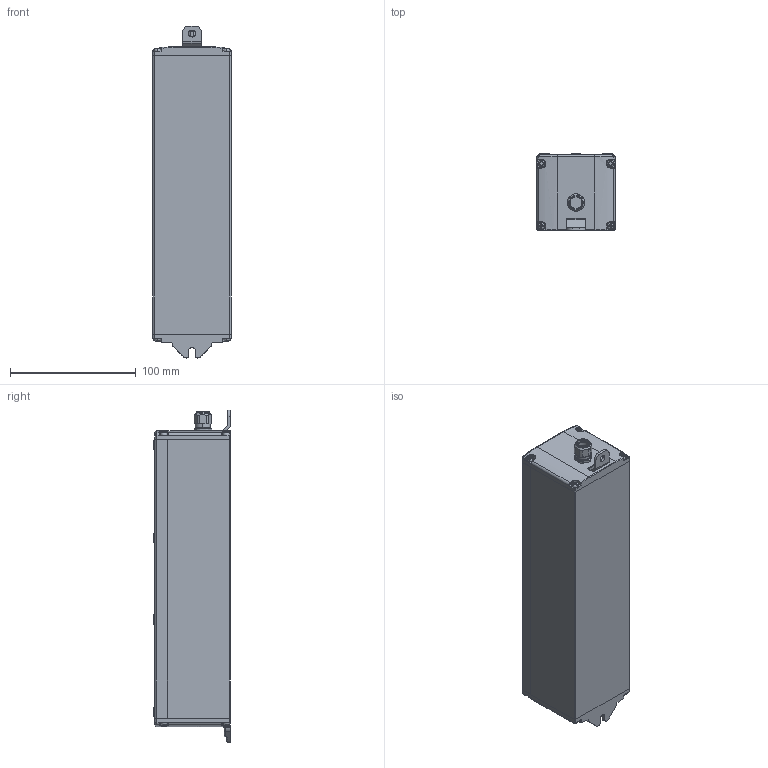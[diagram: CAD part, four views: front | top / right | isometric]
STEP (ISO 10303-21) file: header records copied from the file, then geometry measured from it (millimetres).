
FILE_DESCRIPTION (( 'STEP AP203' ), '1' );
FILE_NAME ('R6B-301-STP.step', '2025-07-18T09:54:19', ( '' ), ( '' ), 'SwSTEP 2.0', 'SolidWorks 2020', '' );
FILE_SCHEMA (( 'CONFIG_CONTROL_DESIGN' ));
Length unit declared in the file: millimetre
Products named in the file (9): 嬌掅摢彫燃轒4; 十字穴付ﾅﾍﾞ小ﾈｼﾞ M3× (ｽﾃﾝﾚｽ); SBOX(F)6260_Cap(A-抜き勾配無); SBOX(F)6260_Lid Frame(3“_BOX); キャプコン; R6B-301-STP; SBOX(F)6260_Main Frame(非常停止1押釦2); SBOX(F)4545_Bracket; SBOX(F)6260_Cap(B-抜き勾配無)
Assembly tree (20 placements, depth 2):
  R6B-301-STP
    SBOX(F)6260_Main Frame(非常停止1押釦2)
    SBOX(F)6260_Lid Frame(3“_BOX)
    SBOX(F)6260_Cap(B-抜き勾配無)
    SBOX(F)4545_Bracket
    SBOX(F)6260_Cap(A-抜き勾配無)
    十字穴付ﾅﾍﾞ小ﾈｼﾞ M3× (ｽﾃﾝﾚｽ)  x8
    嬌掅摢彫燃轒4  x6
    キャプコン
Bounding box: 62 x 60.9 x 263.5 mm (x, y, z)
Volume: 272999.3 mm3; surface area: 139677.2 mm2
Topology: 20 solids, 20 shells, 922 faces, 2294 edges, 1440 vertices
Faces by surface type: plane 393, cylinder 284, torus 148, bspline 54, cone 39, sphere 4
Entity records: 22355 total; most frequent: CARTESIAN_POINT 5935, DIRECTION 3332, ORIENTED_EDGE 3140, EDGE_CURVE 1570, AXIS2_PLACEMENT_3D 1347, VERTEX_POINT 970, CIRCLE 747, EDGE_LOOP 690
